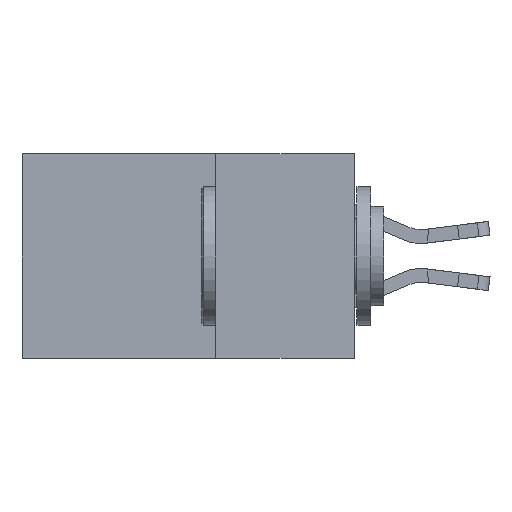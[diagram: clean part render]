
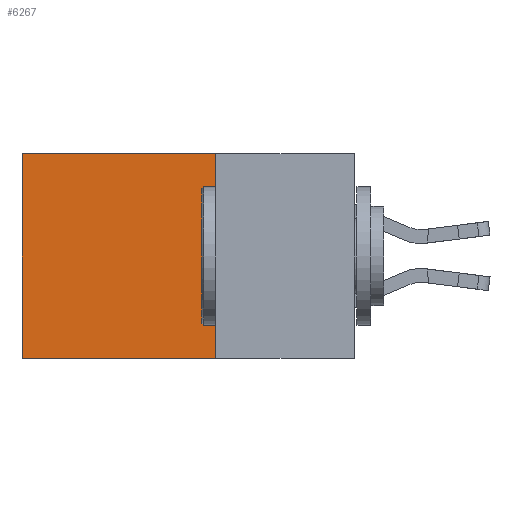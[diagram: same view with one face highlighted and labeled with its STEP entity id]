
A CAD part, left-side view. The second image highlights one B-rep face of the part: STEP entity #6267.
In plain terms, the highlighted planar face has unit normal (-1, 0, 0).
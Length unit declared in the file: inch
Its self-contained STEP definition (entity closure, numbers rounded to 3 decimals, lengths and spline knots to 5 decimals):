
#907 = DIRECTION ( 'NONE',  ( 0., 0., -1. ) ) ;
#1785 = CARTESIAN_POINT ( 'NONE',  ( 0.2615, 0.6, 0. ) ) ;
#1955 = VERTEX_POINT ( 'NONE', #17701 ) ;
#2156 = AXIS2_PLACEMENT_3D ( 'NONE', #5551, #5525, #5492 ) ;
#3131 = CARTESIAN_POINT ( 'NONE',  ( 0.2615, 0.25, 0. ) ) ;
#3597 = VECTOR ( 'NONE', #6735, 39.37008 ) ;
#4103 = LINE ( 'NONE', #9354, #20872 ) ;
#4693 = CARTESIAN_POINT ( 'NONE',  ( 0.2615, 0.25, 0. ) ) ;
#5173 = VERTEX_POINT ( 'NONE', #4693 ) ;
#5492 = DIRECTION ( 'NONE',  ( 0., 0., -1. ) ) ;
#5525 = DIRECTION ( 'NONE',  ( 1., 0., 0. ) ) ;
#5551 = CARTESIAN_POINT ( 'NONE',  ( 0.2615, 0.25, -0.37 ) ) ;
#5624 = PLANE ( 'NONE',  #2156 ) ;
#6214 = ORIENTED_EDGE ( 'NONE', *, *, #12067, .T. ) ;
#6267 = ADVANCED_FACE ( 'NONE', ( #9770 ), #5624, .F. ) ;
#6392 = LINE ( 'NONE', #3131, #10917 ) ;
#6735 = DIRECTION ( 'NONE',  ( 0., 0., -1. ) ) ;
#7720 = VERTEX_POINT ( 'NONE', #1785 ) ;
#7932 = EDGE_CURVE ( 'NONE', #14783, #1955, #16841, .T. ) ;
#9354 = CARTESIAN_POINT ( 'NONE',  ( 0.2615, 0.25, -0.37 ) ) ;
#9770 = FACE_OUTER_BOUND ( 'NONE', #10108, .T. ) ;
#10023 = VECTOR ( 'NONE', #19890, 39.37008 ) ;
#10108 = EDGE_LOOP ( 'NONE', ( #6214, #14480, #13670, #19836 ) ) ;
#10917 = VECTOR ( 'NONE', #19912, 39.37008 ) ;
#11772 = CARTESIAN_POINT ( 'NONE',  ( 0.2615, 0.6, -0.37 ) ) ;
#12067 = EDGE_CURVE ( 'NONE', #7720, #1955, #13049, .T. ) ;
#12613 = EDGE_CURVE ( 'NONE', #5173, #7720, #6392, .T. ) ;
#13049 = LINE ( 'NONE', #11772, #3597 ) ;
#13670 = ORIENTED_EDGE ( 'NONE', *, *, #14367, .F. ) ;
#14367 = EDGE_CURVE ( 'NONE', #5173, #14783, #4103, .T. ) ;
#14480 = ORIENTED_EDGE ( 'NONE', *, *, #7932, .F. ) ;
#14783 = VERTEX_POINT ( 'NONE', #17025 ) ;
#16841 = LINE ( 'NONE', #19932, #10023 ) ;
#17025 = CARTESIAN_POINT ( 'NONE',  ( 0.2615, 0.25, -0.37 ) ) ;
#17701 = CARTESIAN_POINT ( 'NONE',  ( 0.2615, 0.6, -0.37 ) ) ;
#19836 = ORIENTED_EDGE ( 'NONE', *, *, #12613, .T. ) ;
#19890 = DIRECTION ( 'NONE',  ( 0., 1., 0. ) ) ;
#19912 = DIRECTION ( 'NONE',  ( 0., 1., 0. ) ) ;
#19932 = CARTESIAN_POINT ( 'NONE',  ( 0.2615, 0.25, -0.37 ) ) ;
#20872 = VECTOR ( 'NONE', #907, 39.37008 ) ;
